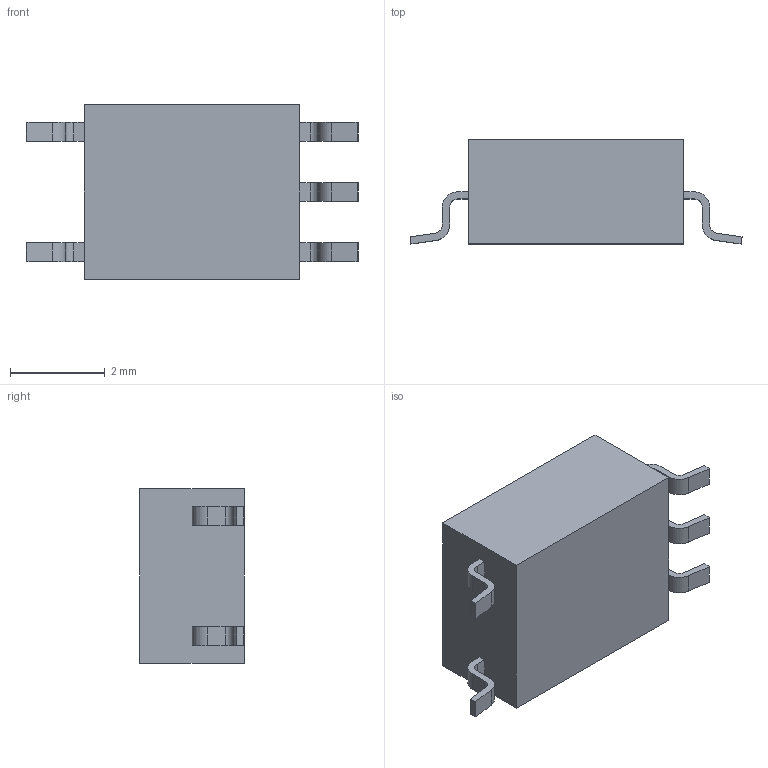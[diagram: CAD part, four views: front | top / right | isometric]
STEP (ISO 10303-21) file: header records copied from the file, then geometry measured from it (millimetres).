
FILE_DESCRIPTION(/* description */ (''),/* implementation_level */ '2;1');
FILE_NAME(/* name */ 'OptoIsolator-TLP118.ipt.step',/* time_stamp */ '2017-01-04T15:02:23-08:00',/* author */ ('PhillipD'),/* organization */ (''),/* preprocessor_version */ 'ST-DEVELOPER v16.5',/* originating_system */ 'Autodesk Inventor 2017',/* authorisation */ '');
FILE_SCHEMA (('AUTOMOTIVE_DESIGN { 1 0 10303 214 3 1 1 }'));
Length unit declared in the file: millimetre
Products named in the file (1): OptoIsolator-TLP118
Bounding box: 7.02 x 2.2 x 3.7 mm (x, y, z)
Volume: 37.6 mm3; surface area: 80.4 mm2
Topology: 1 solids, 1 shells, 71 faces, 192 edges, 128 vertices
Faces by surface type: plane 51, cylinder 20
Entity records: 2276 total; most frequent: CARTESIAN_POINT 392, ORIENTED_EDGE 384, DIRECTION 376, EDGE_CURVE 192, LINE 152, VECTOR 152, VERTEX_POINT 128, AXIS2_PLACEMENT_3D 112
